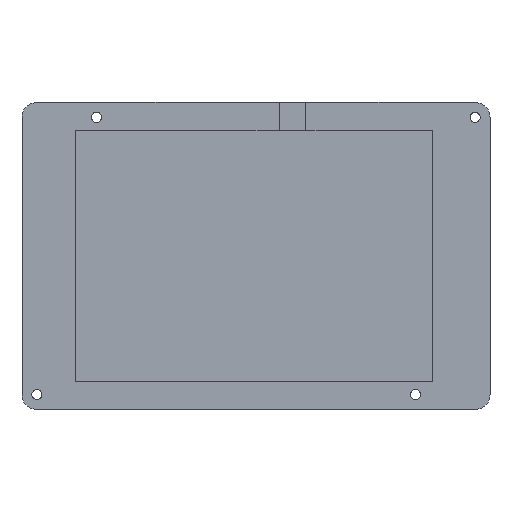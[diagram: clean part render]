
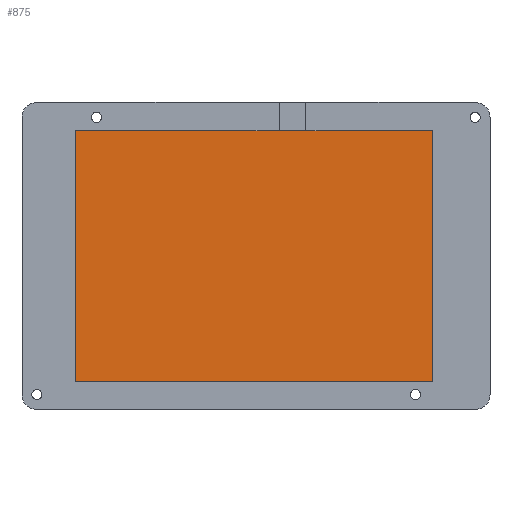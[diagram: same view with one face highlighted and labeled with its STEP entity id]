
A CAD part, top view. The second image highlights one B-rep face of the part: STEP entity #875.
In plain terms, the highlighted planar face has unit normal (0, 0, 1).
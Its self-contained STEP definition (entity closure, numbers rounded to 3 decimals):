
#89=FACE_OUTER_BOUND('',#142,.T.);
#142=EDGE_LOOP('',(#747,#748,#749,#750));
#239=LINE('',#1369,#343);
#253=LINE('',#1399,#357);
#254=LINE('',#1400,#358);
#255=LINE('',#1401,#359);
#343=VECTOR('',#1120,10.);
#357=VECTOR('',#1146,10.);
#358=VECTOR('',#1147,10.);
#359=VECTOR('',#1148,10.);
#431=VERTEX_POINT('',#1366);
#432=VERTEX_POINT('',#1368);
#441=VERTEX_POINT('',#1397);
#442=VERTEX_POINT('',#1398);
#539=EDGE_CURVE('',#431,#432,#239,.T.);
#553=EDGE_CURVE('',#441,#442,#253,.T.);
#554=EDGE_CURVE('',#432,#441,#254,.T.);
#555=EDGE_CURVE('',#442,#431,#255,.T.);
#747=ORIENTED_EDGE('',*,*,#553,.F.);
#748=ORIENTED_EDGE('',*,*,#554,.F.);
#749=ORIENTED_EDGE('',*,*,#539,.F.);
#750=ORIENTED_EDGE('',*,*,#555,.F.);
#836=PLANE('',#944);
#875=ADVANCED_FACE('',(#89),#836,.T.);
#944=AXIS2_PLACEMENT_3D('',#1396,#1144,#1145);
#1120=DIRECTION('',(1.,0.,0.));
#1144=DIRECTION('center_axis',(0.,0.,1.));
#1145=DIRECTION('ref_axis',(1.,0.,0.));
#1146=DIRECTION('',(-1.,0.,0.));
#1147=DIRECTION('',(0.,-1.,0.));
#1148=DIRECTION('',(0.,1.,0.));
#1366=CARTESIAN_POINT('',(-45.41,49.085,3.));
#1368=CARTESIAN_POINT('',(74.59,49.085,3.));
#1369=CARTESIAN_POINT('',(-15.41,49.085,3.));
#1396=CARTESIAN_POINT('Origin',(14.59,7.085,3.));
#1397=CARTESIAN_POINT('',(74.59,-34.915,3.));
#1398=CARTESIAN_POINT('',(-45.41,-34.915,3.));
#1399=CARTESIAN_POINT('',(44.59,-34.915,3.));
#1400=CARTESIAN_POINT('',(74.59,28.085,3.));
#1401=CARTESIAN_POINT('',(-45.41,-13.915,3.));
